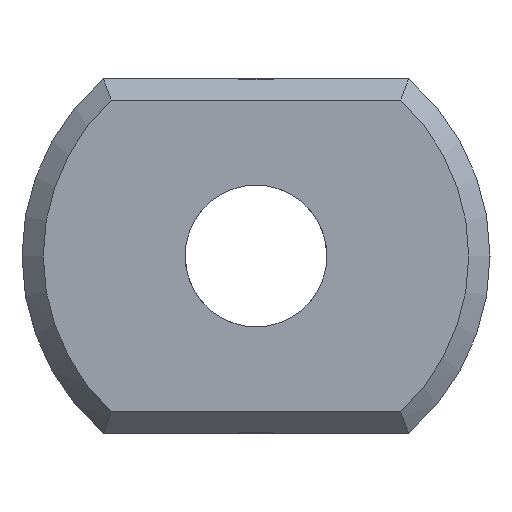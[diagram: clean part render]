
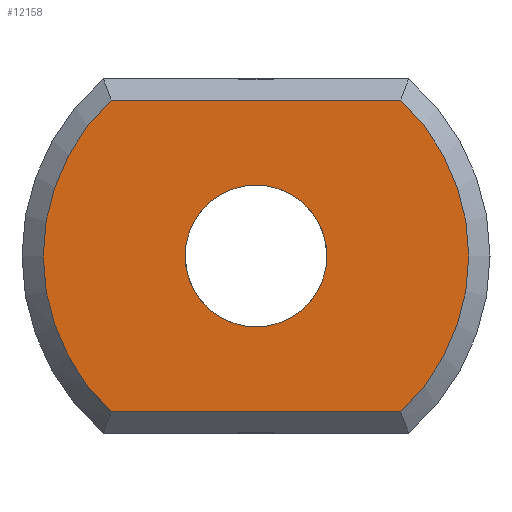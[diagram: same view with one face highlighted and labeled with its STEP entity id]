
A CAD part, left-side view. The second image highlights one B-rep face of the part: STEP entity #12158.
In plain terms, the highlighted planar face has unit normal (-1, 0, 0).
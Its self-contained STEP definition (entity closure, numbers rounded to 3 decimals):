
#3056 = VERTEX_POINT('',#3057);
#3057 = CARTESIAN_POINT('',(0.,-2.04,2.2));
#3066 = VERTEX_POINT('',#3067);
#3067 = CARTESIAN_POINT('',(0.,-2.04,-2.2));
#3074 = EDGE_CURVE('',#3056,#3066,#3075,.T.);
#3075 = CIRCLE('',#3076,3.);
#3076 = AXIS2_PLACEMENT_3D('',#3077,#3078,#3079);
#3077 = CARTESIAN_POINT('',(0.,0.,
    0.));
#3078 = DIRECTION('',(1.,0.,0.));
#3079 = DIRECTION('',(0.,-0.653,0.758)
  );
#3230 = VERTEX_POINT('',#3231);
#3231 = CARTESIAN_POINT('',(0.,2.04,2.2));
#3238 = EDGE_CURVE('',#3056,#3230,#3239,.T.);
#3239 = LINE('',#3240,#3241);
#3240 = CARTESIAN_POINT('',(0.,-2.154,2.2));
#3241 = VECTOR('',#3242,1.);
#3242 = DIRECTION('',(0.,1.,0.));
#12158 = ADVANCED_FACE('',(#12159,#12178),#12189,.F.);
#12159 = FACE_BOUND('',#12160,.F.);
#12160 = EDGE_LOOP('',(#12161,#12170,#12171,#12172));
#12161 = ORIENTED_EDGE('',*,*,#12162,.T.);
#12162 = EDGE_CURVE('',#12163,#3230,#12165,.T.);
#12163 = VERTEX_POINT('',#12164);
#12164 = CARTESIAN_POINT('',(0.,2.04,-2.2));
#12165 = CIRCLE('',#12166,3.);
#12166 = AXIS2_PLACEMENT_3D('',#12167,#12168,#12169);
#12167 = CARTESIAN_POINT('',(0.,0.,
    0.));
#12168 = DIRECTION('',(1.,0.,0.));
#12169 = DIRECTION('',(0.,0.653,-0.758)
  );
#12170 = ORIENTED_EDGE('',*,*,#3238,.F.);
#12171 = ORIENTED_EDGE('',*,*,#3074,.T.);
#12172 = ORIENTED_EDGE('',*,*,#12173,.T.);
#12173 = EDGE_CURVE('',#3066,#12163,#12174,.T.);
#12174 = LINE('',#12175,#12176);
#12175 = CARTESIAN_POINT('',(0.,-2.154,-2.2));
#12176 = VECTOR('',#12177,1.);
#12177 = DIRECTION('',(0.,1.,0.));
#12178 = FACE_BOUND('',#12179,.T.);
#12179 = EDGE_LOOP('',(#12180));
#12180 = ORIENTED_EDGE('',*,*,#12181,.T.);
#12181 = EDGE_CURVE('',#12182,#12182,#12184,.T.);
#12182 = VERTEX_POINT('',#12183);
#12183 = CARTESIAN_POINT('',(0.,1.,0.));
#12184 = CIRCLE('',#12185,1.);
#12185 = AXIS2_PLACEMENT_3D('',#12186,#12187,#12188);
#12186 = CARTESIAN_POINT('',(0.,0.,0.));
#12187 = DIRECTION('',(1.,0.,0.));
#12188 = DIRECTION('',(0.,1.,0.));
#12189 = PLANE('',#12190);
#12190 = AXIS2_PLACEMENT_3D('',#12191,#12192,#12193);
#12191 = CARTESIAN_POINT('',(0.,0.,
    0.));
#12192 = DIRECTION('',(1.,0.,0.));
#12193 = DIRECTION('',(0.,0.,1.));
